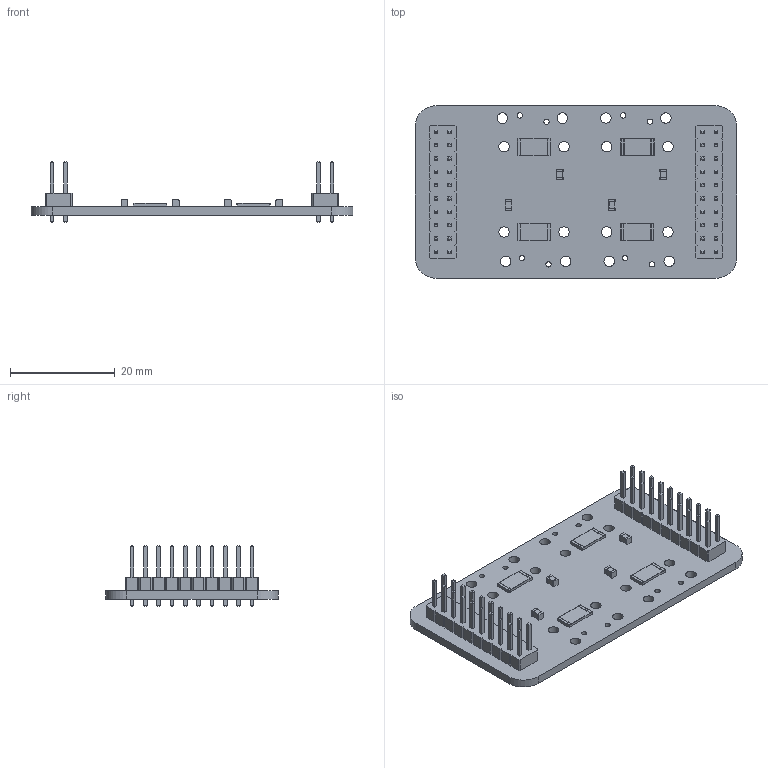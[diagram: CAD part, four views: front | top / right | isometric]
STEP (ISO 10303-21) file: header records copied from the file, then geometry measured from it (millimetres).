
FILE_DESCRIPTION(('KiCad electronic assembly'),'2;1');
FILE_NAME('I_sense_pcb.step','2020-06-17T01:14:45',('An Author'),( 'A Company'),'Open CASCADE STEP processor 6.9', 'KiCad to STEP converter','Unknown');
FILE_SCHEMA(('AUTOMOTIVE_DESIGN { 1 0 10303 214 1 1 1 1 }'));
Length unit declared in the file: millimetre
Products named in the file (8): Open CASCADE STEP translator 6.9 1; C_0805_2012Metric; SOLID; R_2512_6332Metric; PinHeader_2x10_P2.54mm_Vertical; COMPOUND
Assembly tree (14 placements, depth 3):
  Open CASCADE STEP translator 6.9 1
    C_0805_2012Metric  x4
      SOLID
    R_2512_6332Metric  x4
      SOLID
    PinHeader_2x10_P2.54mm_Vertical  x2
      SOLID
    COMPOUND
Bounding box: 61.34 x 32.86 x 11.54 mm (x, y, z)
Volume: 3912.2 mm3; surface area: 6514.8 mm2
Topology: 11 solids, 11 shells, 1138 faces, 2748 edges, 1720 vertices
Faces by surface type: plane 990, cylinder 148
Full cylindrical faces by diameter (mm): 1 x40, 1.01 x8, 2 x16
Entity records: 37092 total; most frequent: CARTESIAN_POINT 5553, DIRECTION 5316, LINE 3674, VECTOR 3674, ORIENTED_EDGE 2684, PCURVE 2684, DEFINITIONAL_REPRESENTATION 2684, EDGE_CURVE 1342
